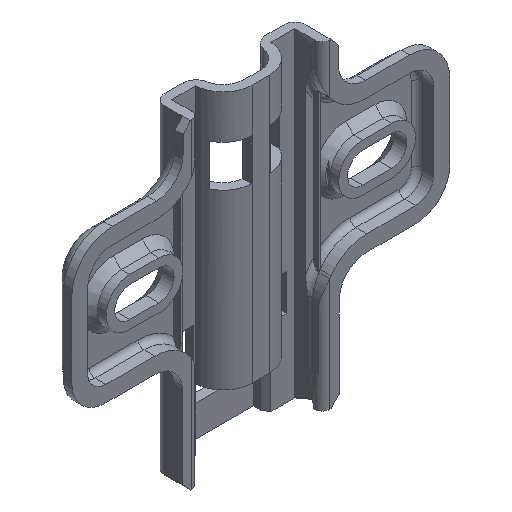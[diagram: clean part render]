
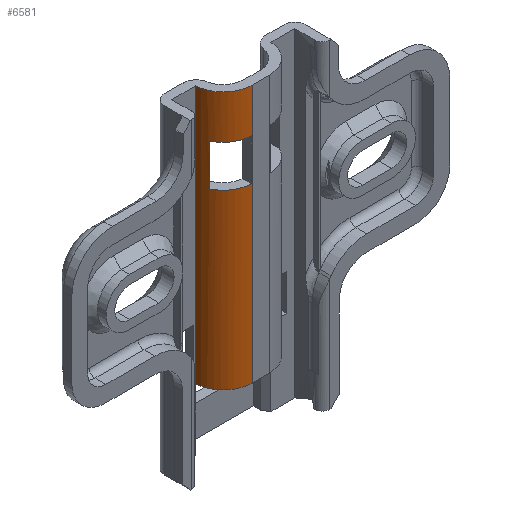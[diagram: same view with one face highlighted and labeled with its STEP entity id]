
A CAD part, isometric view. The second image highlights one B-rep face of the part: STEP entity #6581.
In plain terms, the highlighted cylindrical face has radius 3.993 mm (diameter 7.986 mm), a partial arc.
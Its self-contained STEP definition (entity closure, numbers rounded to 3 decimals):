
#69 = DIRECTION ( 'NONE',  ( -1., 0., 0. ) ) ;
#133 = AXIS2_PLACEMENT_3D ( 'NONE', #5172, #2317, #1177 ) ;
#150 = LINE ( 'NONE', #4640, #3583 ) ;
#210 = ORIENTED_EDGE ( 'NONE', *, *, #5156, .T. ) ;
#557 = CIRCLE ( 'NONE', #5451, 3.993 ) ;
#698 = EDGE_CURVE ( 'NONE', #3019, #4381, #150, .T. ) ;
#804 = CARTESIAN_POINT ( 'NONE',  ( -5.185, 3.8, -35.774 ) ) ;
#885 = ORIENTED_EDGE ( 'NONE', *, *, #1620, .T. ) ;
#958 = CIRCLE ( 'NONE', #6266, 3.993 ) ;
#1068 = CARTESIAN_POINT ( 'NONE',  ( -1.3, 0.001, 14. ) ) ;
#1177 = DIRECTION ( 'NONE',  ( 1., 0., 0. ) ) ;
#1479 = ORIENTED_EDGE ( 'NONE', *, *, #7134, .T. ) ;
#1559 = EDGE_CURVE ( 'NONE', #3714, #7897, #6794, .T. ) ;
#1572 = VERTEX_POINT ( 'NONE', #6139 ) ;
#1617 = VECTOR ( 'NONE', #5696, 1000. ) ;
#1620 = EDGE_CURVE ( 'NONE', #1572, #2593, #6836, .T. ) ;
#1627 = CYLINDRICAL_SURFACE ( 'NONE', #4395, 3.993 ) ;
#1654 = CARTESIAN_POINT ( 'NONE',  ( -1.197, 0., 20. ) ) ;
#2112 = DIRECTION ( 'NONE',  ( -1., 0., 0. ) ) ;
#2158 = CARTESIAN_POINT ( 'NONE',  ( -1.197, 3.993, -35.774 ) ) ;
#2199 = DIRECTION ( 'NONE',  ( 0., 0., 1. ) ) ;
#2317 = DIRECTION ( 'NONE',  ( 0., 0., 1. ) ) ;
#2318 = EDGE_CURVE ( 'NONE', #5898, #5244, #3779, .T. ) ;
#2326 = EDGE_LOOP ( 'NONE', ( #885, #4722, #3772, #1479 ) ) ;
#2408 = DIRECTION ( 'NONE',  ( 0., 0., -1. ) ) ;
#2518 = CIRCLE ( 'NONE', #133, 3.993 ) ;
#2593 = VERTEX_POINT ( 'NONE', #8131 ) ;
#2781 = DIRECTION ( 'NONE',  ( 0., 0., 1. ) ) ;
#3019 = VERTEX_POINT ( 'NONE', #1068 ) ;
#3154 = DIRECTION ( 'NONE',  ( 1., 0., 0. ) ) ;
#3400 = CARTESIAN_POINT ( 'NONE',  ( -1.197, 3.993, 20. ) ) ;
#3583 = VECTOR ( 'NONE', #4190, 1000. ) ;
#3714 = VERTEX_POINT ( 'NONE', #5359 ) ;
#3772 = ORIENTED_EDGE ( 'NONE', *, *, #698, .T. ) ;
#3779 = LINE ( 'NONE', #4489, #1617 ) ;
#4077 = DIRECTION ( 'NONE',  ( -1., 0., 0. ) ) ;
#4144 = EDGE_CURVE ( 'NONE', #5244, #7897, #958, .T. ) ;
#4190 = DIRECTION ( 'NONE',  ( 0., 0., -1. ) ) ;
#4381 = VERTEX_POINT ( 'NONE', #7268 ) ;
#4395 = AXIS2_PLACEMENT_3D ( 'NONE', #2158, #2199, #2112 ) ;
#4489 = CARTESIAN_POINT ( 'NONE',  ( -1.197, 0., -30. ) ) ;
#4640 = CARTESIAN_POINT ( 'NONE',  ( -1.3, 0.001, -35.774 ) ) ;
#4686 = CARTESIAN_POINT ( 'NONE',  ( -4.8, 2.273, -35.774 ) ) ;
#4703 = ORIENTED_EDGE ( 'NONE', *, *, #4144, .T. ) ;
#4722 = ORIENTED_EDGE ( 'NONE', *, *, #5299, .T. ) ;
#5156 = EDGE_CURVE ( 'NONE', #3714, #5898, #2518, .T. ) ;
#5172 = CARTESIAN_POINT ( 'NONE',  ( -1.197, 3.993, -15.5 ) ) ;
#5213 = AXIS2_PLACEMENT_3D ( 'NONE', #5903, #2408, #3154 ) ;
#5244 = VERTEX_POINT ( 'NONE', #1654 ) ;
#5296 = VECTOR ( 'NONE', #2781, 1000. ) ;
#5299 = EDGE_CURVE ( 'NONE', #2593, #3019, #557, .T. ) ;
#5359 = CARTESIAN_POINT ( 'NONE',  ( -5.185, 3.8, -15.5 ) ) ;
#5451 = AXIS2_PLACEMENT_3D ( 'NONE', #6632, #6671, #4077 ) ;
#5552 = EDGE_LOOP ( 'NONE', ( #6309, #4703, #8636, #210 ) ) ;
#5696 = DIRECTION ( 'NONE',  ( 0., 0., 1. ) ) ;
#5796 = CARTESIAN_POINT ( 'NONE',  ( -5.185, 3.8, 20. ) ) ;
#5898 = VERTEX_POINT ( 'NONE', #6553 ) ;
#5903 = CARTESIAN_POINT ( 'NONE',  ( -1.197, 3.993, 8.3 ) ) ;
#6057 = DIRECTION ( 'NONE',  ( 0., 0., -1. ) ) ;
#6139 = CARTESIAN_POINT ( 'NONE',  ( -4.8, 2.273, 8.3 ) ) ;
#6266 = AXIS2_PLACEMENT_3D ( 'NONE', #3400, #6057, #69 ) ;
#6309 = ORIENTED_EDGE ( 'NONE', *, *, #2318, .T. ) ;
#6441 = CIRCLE ( 'NONE', #5213, 3.993 ) ;
#6553 = CARTESIAN_POINT ( 'NONE',  ( -1.197, 0., -15.5 ) ) ;
#6581 = ADVANCED_FACE ( 'NONE', ( #6913, #8187 ), #1627, .T. ) ;
#6632 = CARTESIAN_POINT ( 'NONE',  ( -1.197, 3.993, 14. ) ) ;
#6671 = DIRECTION ( 'NONE',  ( 0., 0., 1. ) ) ;
#6794 = LINE ( 'NONE', #804, #5296 ) ;
#6836 = LINE ( 'NONE', #4686, #8307 ) ;
#6913 = FACE_BOUND ( 'NONE', #2326, .T. ) ;
#7134 = EDGE_CURVE ( 'NONE', #4381, #1572, #6441, .T. ) ;
#7268 = CARTESIAN_POINT ( 'NONE',  ( -1.3, 0.001, 8.3 ) ) ;
#7322 = DIRECTION ( 'NONE',  ( 0., 0., 1. ) ) ;
#7897 = VERTEX_POINT ( 'NONE', #5796 ) ;
#8131 = CARTESIAN_POINT ( 'NONE',  ( -4.8, 2.273, 14. ) ) ;
#8187 = FACE_OUTER_BOUND ( 'NONE', #5552, .T. ) ;
#8307 = VECTOR ( 'NONE', #7322, 1000. ) ;
#8636 = ORIENTED_EDGE ( 'NONE', *, *, #1559, .F. ) ;
